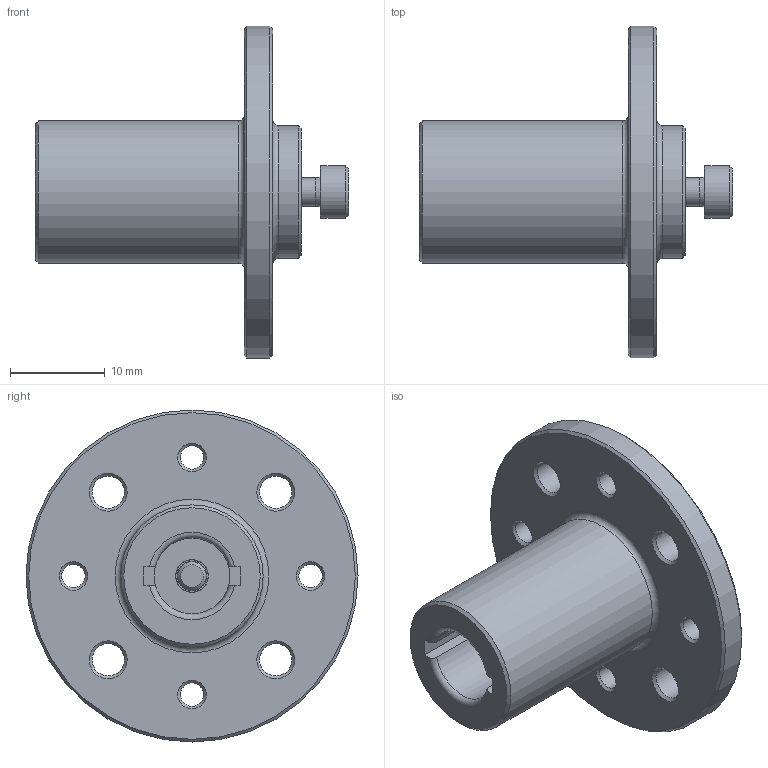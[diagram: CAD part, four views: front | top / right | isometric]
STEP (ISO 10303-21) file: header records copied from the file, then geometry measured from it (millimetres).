
FILE_DESCRIPTION(/* description */ ('STEP AP214'),/* implementation_level */ '2;1');
FILE_NAME(/* name */ '14659_FWSR-12',/* time_stamp */ '2024-08-28T19:22:52+02:00',/* author */ ('License CC BY-ND 4.0'),/* organization */ ('CADENAS'),/* preprocessor_version */ 'ST-DEVELOPER v19.3',/* originating_system */ 'PARTsolutions',/* authorisation */ ' ');
FILE_SCHEMA (('AUTOMOTIVE_DESIGN {1 0 10303 214 3 1 1}'));
Length unit declared in the file: millimetre
Products named in the file (4): 14659 FWSR-12; 14659 FWSR-12---(part); Spring lock washer DIN 127 B3; DIN-912 - M3x12(F)
Assembly tree (3 placements, depth 2):
  14659 FWSR-12
    14659 FWSR-12---(part)
    Spring lock washer DIN 127 B3
    DIN-912 - M3x12(F)
Bounding box: 33 x 35 x 35 mm (x, y, z)
Volume: 5894.8 mm3; surface area: 4439.7 mm2
Topology: 3 solids, 3 shells, 86 faces, 183 edges, 108 vertices
Faces by surface type: plane 33, cone 31, cylinder 18, torus 4
Full cylindrical faces by diameter (mm): 2.459 x4, 3 x1, 3.4 x4, 3.5 x1, 5.5 x1, 7 x1, 8 x1, 14 x1, 15 x1, 35 x1
Entity records: 2191 total; most frequent: DIRECTION 388, CARTESIAN_POINT 365, ORIENTED_EDGE 270, AXIS2_PLACEMENT_3D 173, FACE_BOUND 153, EDGE_LOOP 152, EDGE_CURVE 135, VERTEX_POINT 104
